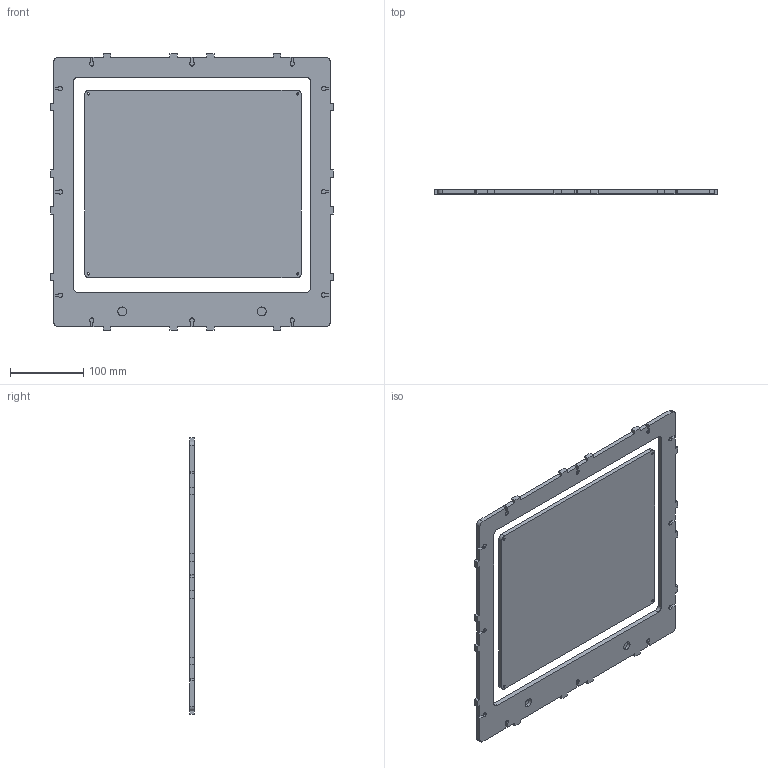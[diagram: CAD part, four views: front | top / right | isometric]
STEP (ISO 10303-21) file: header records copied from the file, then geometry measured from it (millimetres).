
FILE_DESCRIPTION(('none'),'2,1');
FILE_NAME('','Sat Jan 07 22:32:41 2017',('Unknown author'),(''),'HOOPS Exchange','Windows','Unknown authorisation');
FILE_SCHEMA( ('AUTOMOTIVE_DESIGN { 1 0 10303 214 1 1 1 1 }') );
Length unit declared in the file: millimetre
Products named in the file (4): campanelsuperior1; Predeterminado; panel_superior-1; Bandeja impresion-1
Assembly tree (3 placements, depth 3):
  campanelsuperior1
    Predeterminado
      panel_superior-1
      Bandeja impresion-1
Bounding box: 385 x 6 x 376 mm (x, y, z)
Volume: 713613.7 mm3; surface area: 264600.6 mm2
Topology: 2 solids, 2 shells, 253 faces, 741 edges, 494 vertices
Faces by surface type: plane 166, cylinder 87
Entity records: 16729 total; most frequent: CARTESIAN_POINT 4731, DEFINITIONAL_REPRESENTATION 1482, PCURVE 1482, ORIENTED_EDGE 1482, DIRECTION 1435, B_SPLINE_CURVE_WITH_KNOTS 1308, INTERSECTION_CURVE 741, EDGE_CURVE 741
